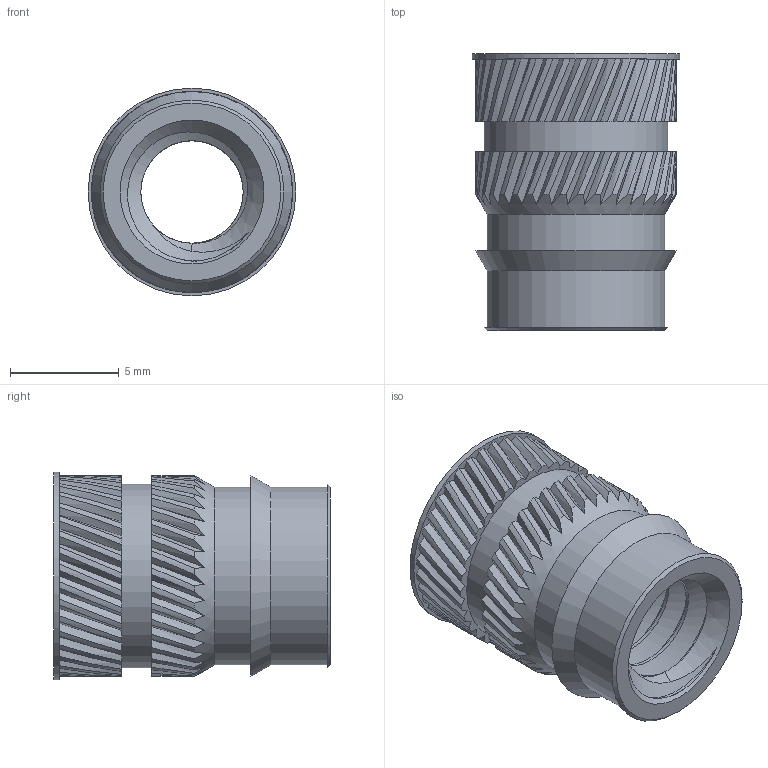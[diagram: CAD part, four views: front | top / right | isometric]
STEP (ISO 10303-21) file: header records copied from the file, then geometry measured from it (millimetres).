
FILE_DESCRIPTION (( 'STEP AP214' ), '1' );
FILE_NAME ('.25-20 X .5 BRASS HEAT SET INSERT.STEP', '2021-04-28T21:07:56', ( '' ), ( '' ), 'SwSTEP 2.0', 'SolidWorks 2018', '' );
FILE_SCHEMA (( 'AUTOMOTIVE_DESIGN' ));
Length unit declared in the file: inch
Products named in the file (1): .25-20 X .5 BRASS HEAT SET INSERT
Bounding box: 9.53 x 12.7 x 9.53 mm (x, y, z)
Volume: 430.2 mm3; surface area: 879.6 mm2
Topology: 1 solids, 1 shells, 237 faces, 691 edges, 461 vertices
Faces by surface type: bspline 147, cylinder 77, plane 7, cone 6
Full cylindrical faces by diameter (mm): 8.153 x2, 8.433 x1, 9.525 x1
Entity records: 11873 total; most frequent: CARTESIAN_POINT 7328, ORIENTED_EDGE 1346, EDGE_CURVE 673, DIRECTION 570, VERTEX_POINT 453, EDGE_LOOP 252, AXIS2_PLACEMENT_3D 249, FACE_OUTER_BOUND 240
